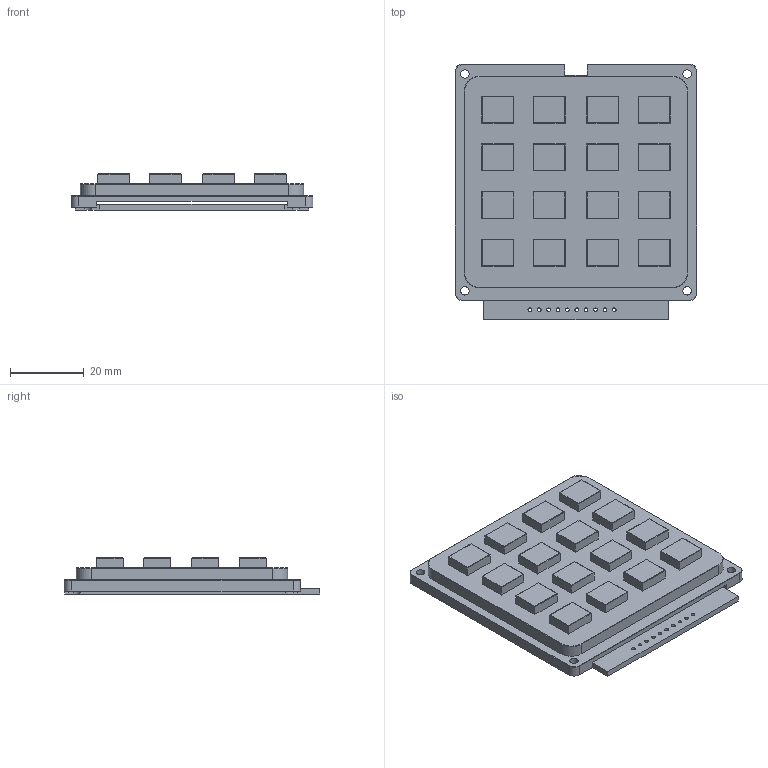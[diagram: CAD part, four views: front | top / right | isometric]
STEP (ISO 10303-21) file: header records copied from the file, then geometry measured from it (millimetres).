
FILE_DESCRIPTION(('FreeCAD Model'),'2;1');
FILE_NAME('Open CASCADE Shape Model','2025-07-04T21:13:14',(''),(''), 'Open CASCADE STEP processor 7.8','FreeCAD','Unknown');
FILE_SCHEMA(('AUTOMOTIVE_DESIGN { 1 0 10303 214 1 1 1 1 }'));
Length unit declared in the file: millimetre
Products named in the file (3): keypad; plastic; pcb
Assembly tree (2 placements, depth 2):
  keypad
    plastic
    pcb
Bounding box: 65.5 x 69.2 x 9.75 mm (x, y, z)
Volume: 27914.1 mm3; surface area: 20142.6 mm2
Topology: 2 solids, 2 shells, 234 faces, 559 edges, 346 vertices
Faces by surface type: plane 125, cylinder 101, torus 8
Full cylindrical faces by diameter (mm): 1 x10, 2.3 x4
Entity records: 6790 total; most frequent: DIRECTION 1177, CARTESIAN_POINT 1142, ORIENTED_EDGE 1118, EDGE_CURVE 559, LINE 415, VECTOR 415, AXIS2_PLACEMENT_3D 381, VERTEX_POINT 346
